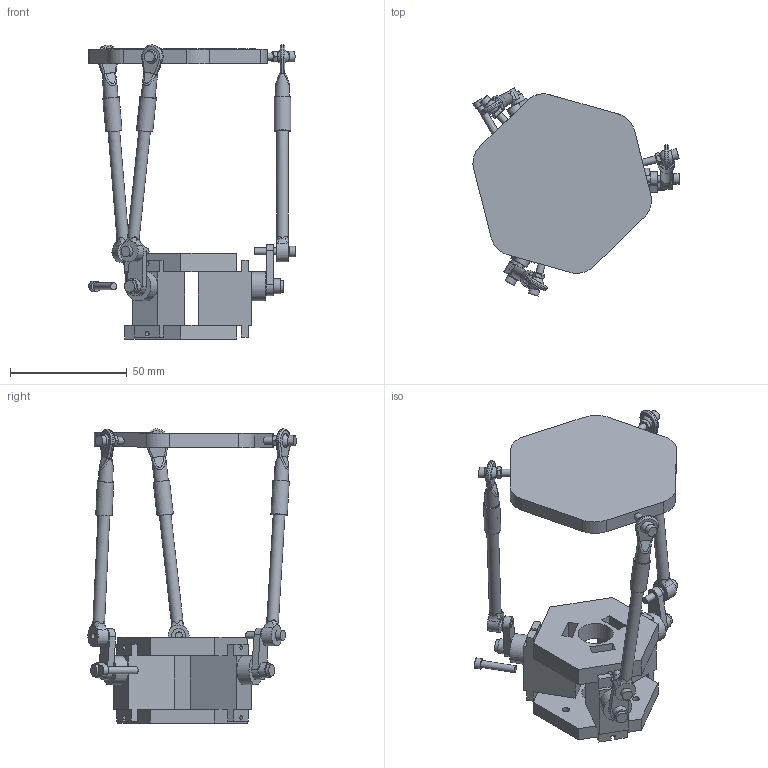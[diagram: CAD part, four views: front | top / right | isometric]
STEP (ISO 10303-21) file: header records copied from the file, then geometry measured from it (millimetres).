
FILE_DESCRIPTION(/* description */ (''),/* implementation_level */ '2;1');
FILE_NAME(/* name */ 'STEWIE.step',/* time_stamp */ '2024-10-28T23:35:57+05:30',/* author */ (''),/* organization */ (''),/* preprocessor_version */ 'ST-DEVELOPER v20',/* originating_system */ 'Autodesk Translation Framework v13.20.0.188',/* authorisation */ '');
FILE_SCHEMA (('AUTOMOTIVE_DESIGN { 1 0 10303 214 3 1 1 }'));
Length unit declared in the file: millimetre
Products named in the file (23): CAD CHANGES STEWIE; Assembly ; LINKS; Link 1; Link 2; Joints; BALL JOINT COMPLETE; Ball joint; BALL JOINT COMPLETE_1; Ball joint_1; BALL JOINT COMPLETE_2; Ball joint_2; Ball; nut; Plate; base plate; plate2; Top Plate; Motors; NEW MOTOR; Bolts; 2.5 M * 7 H; BALL JOINT 3MM BOLT
Assembly tree (39 placements, depth 6):
  CAD CHANGES STEWIE
    Assembly 
      LINKS
        Link 2  x3
        Link 1  x3
      Joints
        BALL JOINT COMPLETE
          BALL JOINT 3MM BOLT
          Ball joint
            Ball
          nut
        BALL JOINT COMPLETE_1
          BALL JOINT 3MM BOLT
          Ball joint_1
            Ball
          nut
        BALL JOINT COMPLETE_2
          BALL JOINT 3MM BOLT
          Ball joint_2
            Ball
          nut
      Plate
        base plate
        plate2
        Top Plate
      Motors
        NEW MOTOR  x3
      Bolts
        2.5 M * 7 H  x3
        BALL JOINT 3MM BOLT  x3
Bounding box: 88.48 x 89.26 x 125.97 mm (x, y, z)
Volume: 81941.9 mm3; surface area: 40615.1 mm2
Topology: 30 solids, 30 shells, 494 faces, 1083 edges, 679 vertices
Faces by surface type: plane 336, cylinder 113, bspline 42, sphere 3
Full cylindrical faces by diameter (mm): 1 x9, 2 x9, 2.5 x9, 2.8 x3, 3 x18, 3.1 x3, 4.5 x12, 4.7 x3, 5 x6, 6 x6, 6.4 x3, 7 x3, 12 x1, 12.5 x3, 15 x1
Entity records: 14642 total; most frequent: CARTESIAN_POINT 8030, DIRECTION 1228, ORIENTED_EDGE 1222, EDGE_CURVE 611, AXIS2_PLACEMENT_3D 445, VERTEX_POINT 389, LINE 338, VECTOR 338
